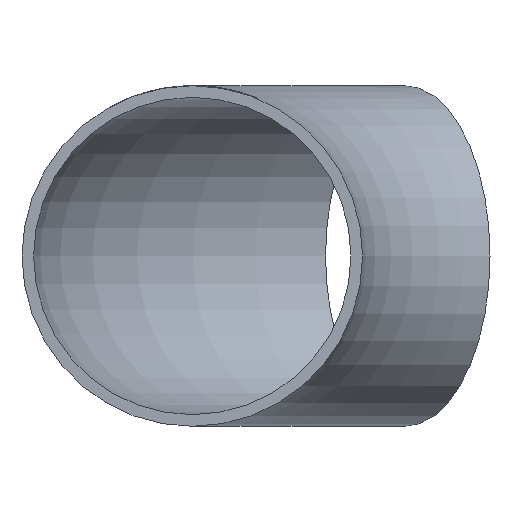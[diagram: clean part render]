
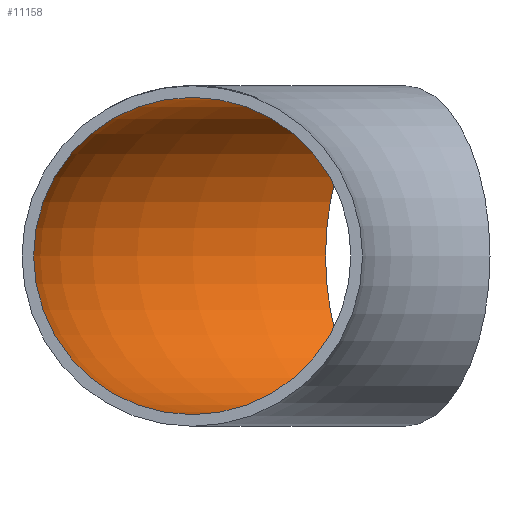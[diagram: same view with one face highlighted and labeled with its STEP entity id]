
A CAD part, front view. The second image highlights one B-rep face of the part: STEP entity #11158.
In plain terms, the highlighted toroidal (fillet/blend) face has major radius 95 mm and minor radius 35.45 mm.
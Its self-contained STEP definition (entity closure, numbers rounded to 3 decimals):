
#1452 = CARTESIAN_POINT ( 'NONE',  ( -95., 0., 35.45 ) ) ;
#3641 = EDGE_CURVE ( 'NONE', #7096, #7096, #16775, .T. ) ;
#5652 = ORIENTED_EDGE ( 'NONE', *, *, #18351, .F. ) ;
#5922 = AXIS2_PLACEMENT_3D ( 'NONE', #23708, #6969, #17941 ) ;
#6969 = DIRECTION ( 'NONE',  ( 0., 1., 0. ) ) ;
#7096 = VERTEX_POINT ( 'NONE', #16320 ) ;
#7441 = DIRECTION ( 'NONE',  ( 0.866, 0.5, 0. ) ) ;
#7964 = EDGE_LOOP ( 'NONE', ( #5652 ) ) ;
#8488 = DIRECTION ( 'NONE',  ( -1., 0., 0. ) ) ;
#9458 = CIRCLE ( 'NONE', #5922, 35.45 ) ;
#9952 = EDGE_LOOP ( 'NONE', ( #13811 ) ) ;
#9975 = DIRECTION ( 'NONE',  ( 0., 0., -1. ) ) ;
#10216 = FACE_OUTER_BOUND ( 'NONE', #7964, .T. ) ;
#11158 = ADVANCED_FACE ( 'NONE', ( #21525, #10216 ), #19388, .F. ) ;
#11298 = AXIS2_PLACEMENT_3D ( 'NONE', #15076, #7441, #22456 ) ;
#13811 = ORIENTED_EDGE ( 'NONE', *, *, #3641, .T. ) ;
#14147 = CARTESIAN_POINT ( 'NONE',  ( 0., 0., 0. ) ) ;
#14846 = VERTEX_POINT ( 'NONE', #1452 ) ;
#15076 = CARTESIAN_POINT ( 'NONE',  ( -47.5, 82.272, 0. ) ) ;
#16320 = CARTESIAN_POINT ( 'NONE',  ( -65.225, 112.973, 0. ) ) ;
#16775 = CIRCLE ( 'NONE', #11298, 35.45 ) ;
#17941 = DIRECTION ( 'NONE',  ( 0., 0., 1. ) ) ;
#18351 = EDGE_CURVE ( 'NONE', #14846, #14846, #9458, .T. ) ;
#18942 = AXIS2_PLACEMENT_3D ( 'NONE', #14147, #9975, #8488 ) ;
#19388 = TOROIDAL_SURFACE ( 'NONE', #18942, 95., 35.45 ) ;
#21525 = FACE_OUTER_BOUND ( 'NONE', #9952, .T. ) ;
#22456 = DIRECTION ( 'NONE',  ( -0.5, 0.866, 0. ) ) ;
#23708 = CARTESIAN_POINT ( 'NONE',  ( -95., 0., 0. ) ) ;
